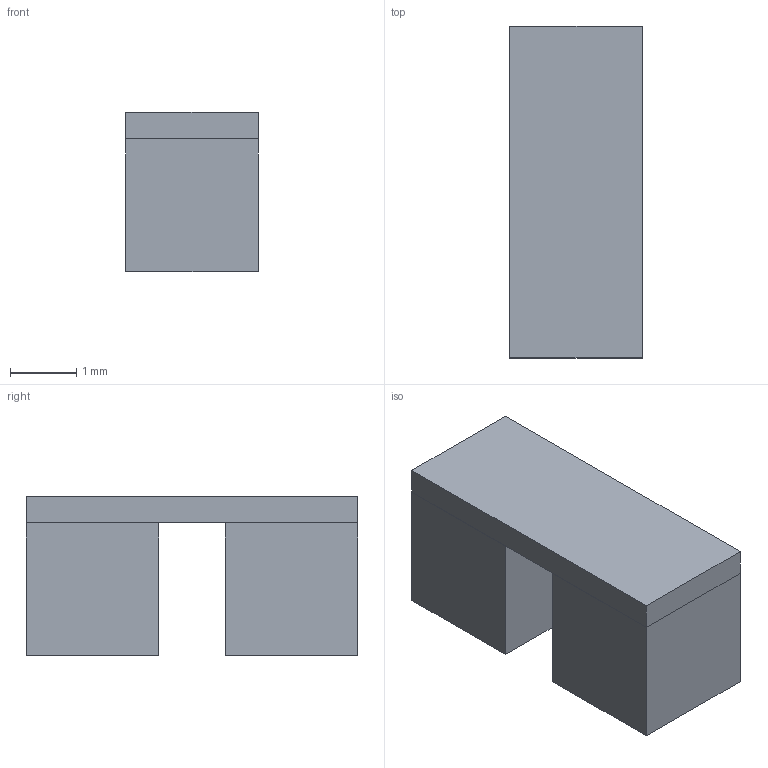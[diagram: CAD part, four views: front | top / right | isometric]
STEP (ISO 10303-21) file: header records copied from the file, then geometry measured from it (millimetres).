
FILE_DESCRIPTION(/* description */ ('Alibre Inc.'),/* implementation_level */ '2;1');
FILE_NAME(/* name */ 'export0',/* time_stamp */ '2015-04-06T19:48:57+09:00',/* author */ (''),/* organization */ (''),/* preprocessor_version */ 'ST-DEVELOPER v14',/* originating_system */ 'Alibre',/* authorisation */ '');
FILE_SCHEMA (('CONFIG_CONTROL_DESIGN'));
Length unit declared in the file: centimetre
Products named in the file (3): ID_1; ID_2; ID_3
Bounding box: 2 x 5 x 2.4 mm (x, y, z)
Volume: 20 mm3; surface area: 73.6 mm2
Topology: 3 solids, 3 shells, 18 faces, 36 edges, 24 vertices
Faces by surface type: plane 18
Entity records: 630 total; most frequent: CARTESIAN_POINT 58, ORIENTED_EDGE 48, DIRECTION 48, PERSON_AND_ORGANIZATION 30, VECTOR 24, LINE 24, EDGE_CURVE 24, COORDINATED_UNIVERSAL_TIME_OFFSET 21
